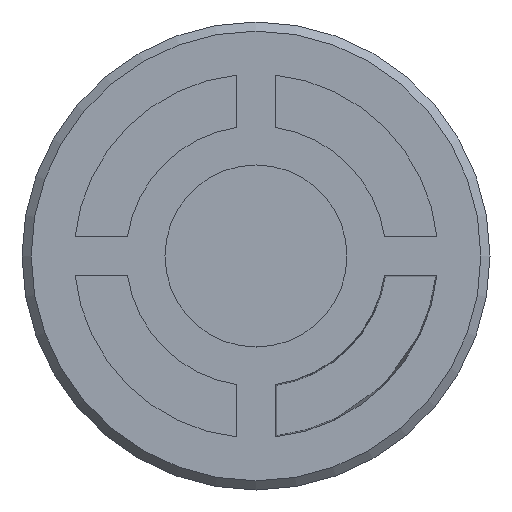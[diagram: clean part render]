
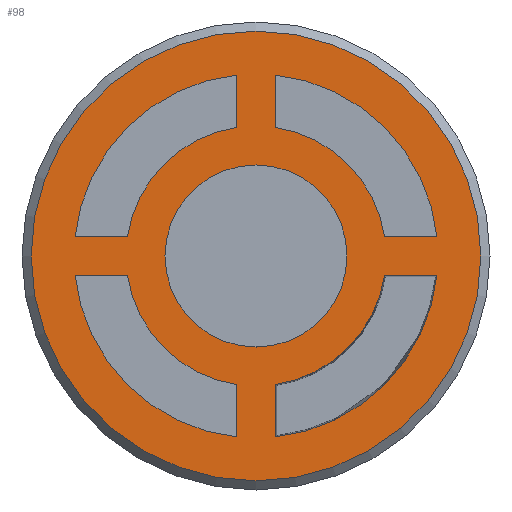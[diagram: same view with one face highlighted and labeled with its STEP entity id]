
A CAD part, front view. The second image highlights one B-rep face of the part: STEP entity #98.
In plain terms, the highlighted planar face has unit normal (0, -1, 0).
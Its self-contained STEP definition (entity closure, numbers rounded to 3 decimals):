
#98 = ADVANCED_FACE( '', ( #211, #212, #213, #214, #215, #216 ), #217, .F. );
#211 = FACE_BOUND( '', #337, .T. );
#212 = FACE_BOUND( '', #338, .T. );
#213 = FACE_BOUND( '', #339, .T. );
#214 = FACE_BOUND( '', #340, .T. );
#215 = FACE_OUTER_BOUND( '', #341, .T. );
#216 = FACE_BOUND( '', #342, .T. );
#217 = PLANE( '', #343 );
#337 = EDGE_LOOP( '', ( #530 ) );
#338 = EDGE_LOOP( '', ( #531, #532, #533, #534 ) );
#339 = EDGE_LOOP( '', ( #535, #536, #537, #538 ) );
#340 = EDGE_LOOP( '', ( #539, #540, #541, #542 ) );
#341 = EDGE_LOOP( '', ( #543 ) );
#342 = EDGE_LOOP( '', ( #544, #545, #546, #547 ) );
#343 = AXIS2_PLACEMENT_3D( '', #548, #549, #550 );
#530 = ORIENTED_EDGE( '', *, *, #668, .F. );
#531 = ORIENTED_EDGE( '', *, *, #687, .T. );
#532 = ORIENTED_EDGE( '', *, *, #715, .T. );
#533 = ORIENTED_EDGE( '', *, *, #716, .T. );
#534 = ORIENTED_EDGE( '', *, *, #683, .F. );
#535 = ORIENTED_EDGE( '', *, *, #702, .T. );
#536 = ORIENTED_EDGE( '', *, *, #717, .T. );
#537 = ORIENTED_EDGE( '', *, *, #718, .T. );
#538 = ORIENTED_EDGE( '', *, *, #719, .F. );
#539 = ORIENTED_EDGE( '', *, *, #720, .T. );
#540 = ORIENTED_EDGE( '', *, *, #648, .T. );
#541 = ORIENTED_EDGE( '', *, *, #653, .F. );
#542 = ORIENTED_EDGE( '', *, *, #693, .T. );
#543 = ORIENTED_EDGE( '', *, *, #660, .T. );
#544 = ORIENTED_EDGE( '', *, *, #670, .T. );
#545 = ORIENTED_EDGE( '', *, *, #662, .T. );
#546 = ORIENTED_EDGE( '', *, *, #697, .F. );
#547 = ORIENTED_EDGE( '', *, *, #679, .T. );
#548 = CARTESIAN_POINT( '', ( 8.646, -9., 0. ) );
#549 = DIRECTION( '', ( 0., 1., 0. ) );
#550 = DIRECTION( '', ( 0., 0., 1. ) );
#648 = EDGE_CURVE( '', #744, #745, #746, .T. );
#653 = EDGE_CURVE( '', #753, #745, #754, .T. );
#660 = EDGE_CURVE( '', #764, #764, #765, .T. );
#662 = EDGE_CURVE( '', #767, #768, #769, .T. );
#668 = EDGE_CURVE( '', #778, #778, #779, .T. );
#670 = EDGE_CURVE( '', #781, #767, #782, .T. );
#679 = EDGE_CURVE( '', #796, #781, #797, .T. );
#683 = EDGE_CURVE( '', #802, #803, #804, .T. );
#687 = EDGE_CURVE( '', #802, #808, #809, .T. );
#693 = EDGE_CURVE( '', #753, #817, #818, .T. );
#697 = EDGE_CURVE( '', #796, #768, #823, .T. );
#702 = EDGE_CURVE( '', #829, #830, #831, .T. );
#715 = EDGE_CURVE( '', #808, #850, #851, .T. );
#716 = EDGE_CURVE( '', #850, #803, #852, .T. );
#717 = EDGE_CURVE( '', #830, #853, #854, .T. );
#718 = EDGE_CURVE( '', #853, #855, #856, .T. );
#719 = EDGE_CURVE( '', #829, #855, #857, .T. );
#720 = EDGE_CURVE( '', #817, #744, #858, .T. );
#744 = VERTEX_POINT( '', #884 );
#745 = VERTEX_POINT( '', #885 );
#746 = LINE( '', #886, #887 );
#753 = VERTEX_POINT( '', #901 );
#754 = CIRCLE( '', #902, 5. );
#764 = VERTEX_POINT( '', #915 );
#765 = CIRCLE( '', #916, 8.646 );
#767 = VERTEX_POINT( '', #918 );
#768 = VERTEX_POINT( '', #919 );
#769 = LINE( '', #920, #921 );
#778 = VERTEX_POINT( '', #933 );
#779 = CIRCLE( '', #934, 3.5 );
#781 = VERTEX_POINT( '', #936 );
#782 = CIRCLE( '', #937, 7. );
#796 = VERTEX_POINT( '', #954 );
#797 = LINE( '', #955, #956 );
#802 = VERTEX_POINT( '', #963 );
#803 = VERTEX_POINT( '', #964 );
#804 = CIRCLE( '', #965, 5. );
#808 = VERTEX_POINT( '', #971 );
#809 = LINE( '', #972, #973 );
#817 = VERTEX_POINT( '', #982 );
#818 = LINE( '', #983, #984 );
#823 = CIRCLE( '', #993, 5. );
#829 = VERTEX_POINT( '', #999 );
#830 = VERTEX_POINT( '', #1000 );
#831 = LINE( '', #1001, #1002 );
#850 = VERTEX_POINT( '', #1024 );
#851 = CIRCLE( '', #1025, 7. );
#852 = LINE( '', #1026, #1027 );
#853 = VERTEX_POINT( '', #1028 );
#854 = CIRCLE( '', #1029, 7. );
#855 = VERTEX_POINT( '', #1030 );
#856 = LINE( '', #1031, #1032 );
#857 = CIRCLE( '', #1033, 5. );
#858 = CIRCLE( '', #1034, 7. );
#884 = CARTESIAN_POINT( '', ( 0.75, -9., -6.96 ) );
#885 = CARTESIAN_POINT( '', ( 0.75, -9., -4.943 ) );
#886 = CARTESIAN_POINT( '', ( 0.75, -9., -6.96 ) );
#887 = VECTOR( '', #1063, 1000. );
#901 = CARTESIAN_POINT( '', ( 4.943, -9., -0.75 ) );
#902 = AXIS2_PLACEMENT_3D( '', #1065, #1066, #1067 );
#915 = CARTESIAN_POINT( '', ( 0., -9., -8.646 ) );
#916 = AXIS2_PLACEMENT_3D( '', #1077, #1078, #1079 );
#918 = CARTESIAN_POINT( '', ( -6.96, -9., -0.75 ) );
#919 = CARTESIAN_POINT( '', ( -4.943, -9., -0.75 ) );
#920 = CARTESIAN_POINT( '', ( -6.96, -9., -0.75 ) );
#921 = VECTOR( '', #1080, 1000. );
#933 = CARTESIAN_POINT( '', ( 0., -9., -3.5 ) );
#934 = AXIS2_PLACEMENT_3D( '', #1087, #1088, #1089 );
#936 = CARTESIAN_POINT( '', ( -0.75, -9., -6.96 ) );
#937 = AXIS2_PLACEMENT_3D( '', #1090, #1091, #1092 );
#954 = CARTESIAN_POINT( '', ( -0.75, -9., -4.943 ) );
#955 = CARTESIAN_POINT( '', ( -0.75, -9., -4.943 ) );
#956 = VECTOR( '', #1105, 1000. );
#963 = CARTESIAN_POINT( '', ( -4.943, -9., 0.75 ) );
#964 = CARTESIAN_POINT( '', ( -0.75, -9., 4.943 ) );
#965 = AXIS2_PLACEMENT_3D( '', #1108, #1109, #1110 );
#971 = CARTESIAN_POINT( '', ( -6.96, -9., 0.75 ) );
#972 = CARTESIAN_POINT( '', ( -4.943, -9., 0.75 ) );
#973 = VECTOR( '', #1113, 1000. );
#982 = CARTESIAN_POINT( '', ( 6.96, -9., -0.75 ) );
#983 = CARTESIAN_POINT( '', ( 4.943, -9., -0.75 ) );
#984 = VECTOR( '', #1121, 1000. );
#993 = AXIS2_PLACEMENT_3D( '', #1123, #1124, #1125 );
#999 = CARTESIAN_POINT( '', ( 0.75, -9., 4.943 ) );
#1000 = CARTESIAN_POINT( '', ( 0.75, -9., 6.96 ) );
#1001 = CARTESIAN_POINT( '', ( 0.75, -9., 4.943 ) );
#1002 = VECTOR( '', #1132, 1000. );
#1024 = CARTESIAN_POINT( '', ( -0.75, -9., 6.96 ) );
#1025 = AXIS2_PLACEMENT_3D( '', #1148, #1149, #1150 );
#1026 = CARTESIAN_POINT( '', ( -0.75, -9., 6.96 ) );
#1027 = VECTOR( '', #1151, 1000. );
#1028 = CARTESIAN_POINT( '', ( 6.96, -9., 0.75 ) );
#1029 = AXIS2_PLACEMENT_3D( '', #1152, #1153, #1154 );
#1030 = CARTESIAN_POINT( '', ( 4.943, -9., 0.75 ) );
#1031 = CARTESIAN_POINT( '', ( 6.96, -9., 0.75 ) );
#1032 = VECTOR( '', #1155, 1000. );
#1033 = AXIS2_PLACEMENT_3D( '', #1156, #1157, #1158 );
#1034 = AXIS2_PLACEMENT_3D( '', #1159, #1160, #1161 );
#1063 = DIRECTION( '', ( 0., 0., 1. ) );
#1065 = CARTESIAN_POINT( '', ( 0., -9., 0. ) );
#1066 = DIRECTION( '', ( 0., 1., 0. ) );
#1067 = DIRECTION( '', ( 1., 0., 0. ) );
#1077 = CARTESIAN_POINT( '', ( 0., -9., 0. ) );
#1078 = DIRECTION( '', ( 0., -1., 0. ) );
#1079 = DIRECTION( '', ( 0., 0., -1. ) );
#1080 = DIRECTION( '', ( 1., 0., 0. ) );
#1087 = CARTESIAN_POINT( '', ( 0., -9., 0. ) );
#1088 = DIRECTION( '', ( 0., -1., 0. ) );
#1089 = DIRECTION( '', ( 0., 0., -1. ) );
#1090 = CARTESIAN_POINT( '', ( 0., -9., 0. ) );
#1091 = DIRECTION( '', ( 0., 1., 0. ) );
#1092 = DIRECTION( '', ( 1., 0., 0. ) );
#1105 = DIRECTION( '', ( 0., 0., -1. ) );
#1108 = CARTESIAN_POINT( '', ( 0., -9., 0. ) );
#1109 = DIRECTION( '', ( 0., 1., 0. ) );
#1110 = DIRECTION( '', ( 1., 0., 0. ) );
#1113 = DIRECTION( '', ( -1., 0., 0. ) );
#1121 = DIRECTION( '', ( 1., 0., 0. ) );
#1123 = CARTESIAN_POINT( '', ( 0., -9., 0. ) );
#1124 = DIRECTION( '', ( 0., 1., 0. ) );
#1125 = DIRECTION( '', ( 1., 0., 0. ) );
#1132 = DIRECTION( '', ( 0., 0., 1. ) );
#1148 = CARTESIAN_POINT( '', ( 0., -9., 0. ) );
#1149 = DIRECTION( '', ( 0., 1., 0. ) );
#1150 = DIRECTION( '', ( 1., 0., 0. ) );
#1151 = DIRECTION( '', ( 0., 0., -1. ) );
#1152 = CARTESIAN_POINT( '', ( 0., -9., 0. ) );
#1153 = DIRECTION( '', ( 0., 1., 0. ) );
#1154 = DIRECTION( '', ( 1., 0., 0. ) );
#1155 = DIRECTION( '', ( -1., 0., 0. ) );
#1156 = CARTESIAN_POINT( '', ( 0., -9., 0. ) );
#1157 = DIRECTION( '', ( 0., 1., 0. ) );
#1158 = DIRECTION( '', ( 1., 0., 0. ) );
#1159 = CARTESIAN_POINT( '', ( 0., -9., 0. ) );
#1160 = DIRECTION( '', ( 0., 1., 0. ) );
#1161 = DIRECTION( '', ( 1., 0., 0. ) );
